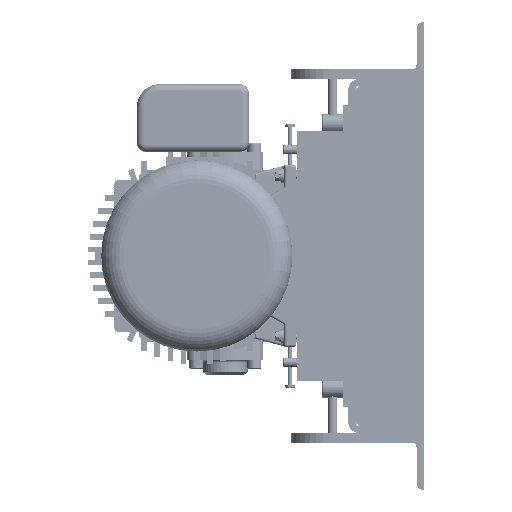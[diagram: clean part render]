
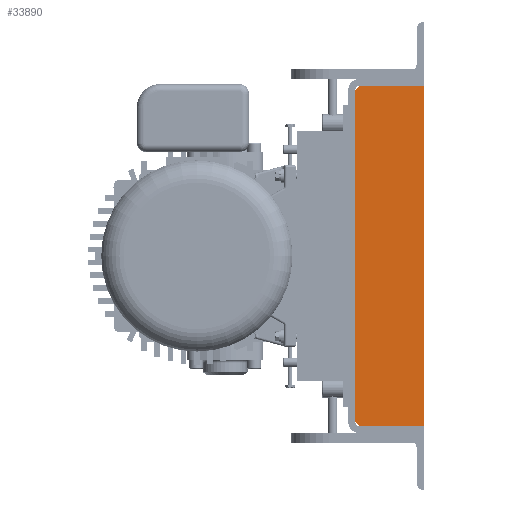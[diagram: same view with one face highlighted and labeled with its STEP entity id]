
A CAD part, left-side view. The second image highlights one B-rep face of the part: STEP entity #33890.
In plain terms, the highlighted planar face has unit normal (-1, 0, 0).
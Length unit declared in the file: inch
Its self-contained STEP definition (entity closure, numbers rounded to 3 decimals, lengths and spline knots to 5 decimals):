
#359 = VERTEX_POINT ( 'NONE', #92057 ) ;
#12413 = LINE ( 'NONE', #22996, #225236 ) ;
#15032 = CARTESIAN_POINT ( 'NONE',  ( 0., 3.625, -18.125 ) ) ;
#22996 = CARTESIAN_POINT ( 'NONE',  ( 0., 3.625, -18.125 ) ) ;
#27160 = ORIENTED_EDGE ( 'NONE', *, *, #120994, .F. ) ;
#33890 = ADVANCED_FACE ( 'NONE', ( #49393 ), #64748, .T. ) ;
#35217 = EDGE_CURVE ( 'NONE', #359, #93275, #152223, .T. ) ;
#46247 = DIRECTION ( 'NONE',  ( 0., 0., -1. ) ) ;
#48198 = DIRECTION ( 'NONE',  ( 0., 0., 1. ) ) ;
#48937 = CARTESIAN_POINT ( 'NONE',  ( 0., 3.375, -0.375 ) ) ;
#49393 = FACE_OUTER_BOUND ( 'NONE', #79303, .T. ) ;
#61431 = LINE ( 'NONE', #222327, #81209 ) ;
#62967 = EDGE_CURVE ( 'NONE', #143091, #116697, #69804, .T. ) ;
#64191 = VECTOR ( 'NONE', #46247, 39.37008 ) ;
#64748 = PLANE ( 'NONE',  #169521 ) ;
#66994 = DIRECTION ( 'NONE',  ( 0., -0.707, 0.707 ) ) ;
#69804 = LINE ( 'NONE', #156511, #64191 ) ;
#79303 = EDGE_LOOP ( 'NONE', ( #101202, #185551, #117363, #27160, #186032, #225558 ) ) ;
#81209 = VECTOR ( 'NONE', #112149, 39.37008 ) ;
#83159 = CARTESIAN_POINT ( 'NONE',  ( 0., 0., -0.375 ) ) ;
#89820 = VECTOR ( 'NONE', #172065, 39.37008 ) ;
#92057 = CARTESIAN_POINT ( 'NONE',  ( 0., 3.625, -0.625 ) ) ;
#93275 = VERTEX_POINT ( 'NONE', #187193 ) ;
#98812 = DIRECTION ( 'NONE',  ( 0., -1., 0. ) ) ;
#101202 = ORIENTED_EDGE ( 'NONE', *, *, #62967, .F. ) ;
#112149 = DIRECTION ( 'NONE',  ( 0., 1., 0. ) ) ;
#116697 = VERTEX_POINT ( 'NONE', #124693 ) ;
#117363 = ORIENTED_EDGE ( 'NONE', *, *, #35217, .F. ) ;
#118089 = CARTESIAN_POINT ( 'NONE',  ( 0., 3.625, -0.625 ) ) ;
#120994 = EDGE_CURVE ( 'NONE', #205008, #359, #207373, .T. ) ;
#124693 = CARTESIAN_POINT ( 'NONE',  ( 0., 0., -18.375 ) ) ;
#124970 = EDGE_CURVE ( 'NONE', #229155, #205008, #12413, .T. ) ;
#129362 = CARTESIAN_POINT ( 'NONE',  ( 0., 3.375, -18.375 ) ) ;
#132754 = VECTOR ( 'NONE', #66994, 39.37008 ) ;
#143091 = VERTEX_POINT ( 'NONE', #215009 ) ;
#146633 = DIRECTION ( 'NONE',  ( 0., 0.707, 0.707 ) ) ;
#152223 = LINE ( 'NONE', #48937, #132754 ) ;
#154614 = DIRECTION ( 'NONE',  ( -1., 0., 0. ) ) ;
#156184 = CARTESIAN_POINT ( 'NONE',  ( 0., 0.005, -0.88991 ) ) ;
#156511 = CARTESIAN_POINT ( 'NONE',  ( 0., 0., -18.375 ) ) ;
#161630 = EDGE_CURVE ( 'NONE', #116697, #229155, #61431, .T. ) ;
#169521 = AXIS2_PLACEMENT_3D ( 'NONE', #156184, #154614, #48198 ) ;
#172065 = DIRECTION ( 'NONE',  ( 0., 0., 1. ) ) ;
#185551 = ORIENTED_EDGE ( 'NONE', *, *, #208991, .F. ) ;
#186032 = ORIENTED_EDGE ( 'NONE', *, *, #124970, .F. ) ;
#187193 = CARTESIAN_POINT ( 'NONE',  ( 0., 3.375, -0.375 ) ) ;
#190680 = VECTOR ( 'NONE', #98812, 39.37008 ) ;
#205008 = VERTEX_POINT ( 'NONE', #15032 ) ;
#207373 = LINE ( 'NONE', #118089, #89820 ) ;
#207694 = LINE ( 'NONE', #83159, #190680 ) ;
#208991 = EDGE_CURVE ( 'NONE', #93275, #143091, #207694, .T. ) ;
#215009 = CARTESIAN_POINT ( 'NONE',  ( 0., 0., -0.375 ) ) ;
#222327 = CARTESIAN_POINT ( 'NONE',  ( 0., 3.375, -18.375 ) ) ;
#225236 = VECTOR ( 'NONE', #146633, 39.37008 ) ;
#225558 = ORIENTED_EDGE ( 'NONE', *, *, #161630, .F. ) ;
#229155 = VERTEX_POINT ( 'NONE', #129362 ) ;
